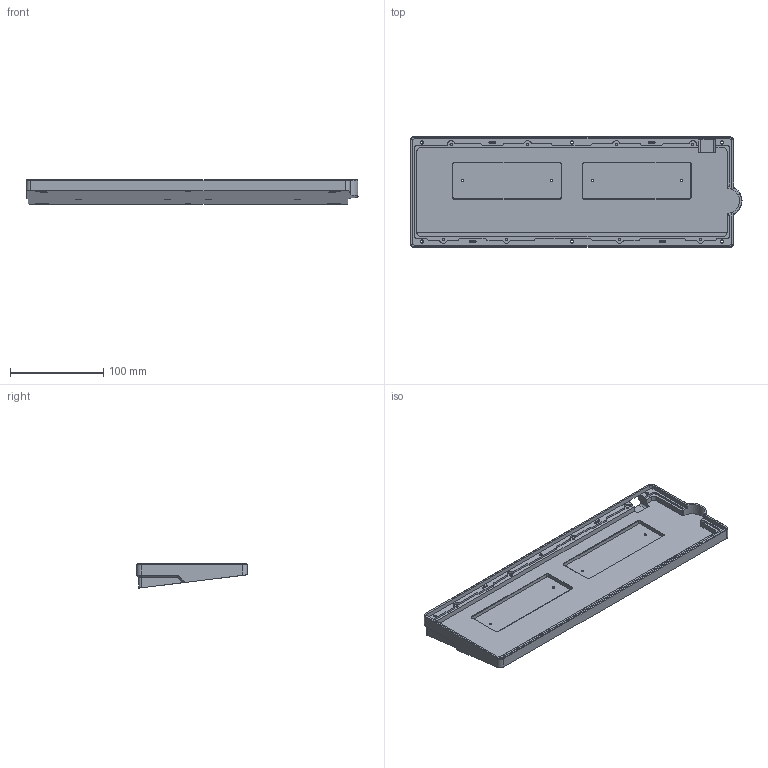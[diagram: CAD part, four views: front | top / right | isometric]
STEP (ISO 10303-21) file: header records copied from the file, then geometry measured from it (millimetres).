
FILE_DESCRIPTION(/* description */ (''),/* implementation_level */ '2;1');
FILE_NAME(/* name */ 'CL70_BottomCase_V2.step',/* time_stamp */ '2025-09-05T12:53:32+09:00',/* author */ (''),/* organization */ (''),/* preprocessor_version */ 'ST-DEVELOPER v20.1',/* originating_system */ 'Autodesk Translation Framework v14.10.0.0',/* authorisation */ '');
FILE_SCHEMA (('AUTOMOTIVE_DESIGN { 1 0 10303 214 3 1 1 }'));
Length unit declared in the file: millimetre
Products named in the file (1): 2025-08-14-17-50-05-667
Bounding box: 356.67 x 118.85 x 25.97 mm (x, y, z)
Volume: 294447.7 mm3; surface area: 114816.6 mm2
Topology: 1 solids, 1 shells, 343 faces, 856 edges, 542 vertices
Faces by surface type: plane 154, cylinder 138, cone 47, bspline 4
Full cylindrical faces by diameter (mm): 2.5 x8, 2.8 x10, 5.4 x6, 6 x4, 8.2 x4
Entity records: 10519 total; most frequent: CARTESIAN_POINT 1982, DIRECTION 1845, ORIENTED_EDGE 1712, EDGE_CURVE 856, AXIS2_PLACEMENT_3D 661, VERTEX_POINT 542, LINE 523, VECTOR 523
